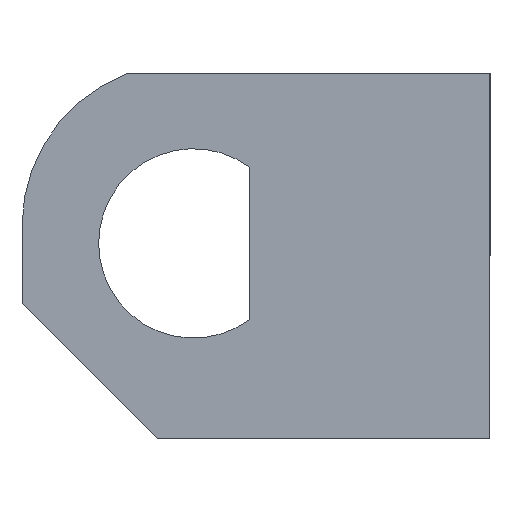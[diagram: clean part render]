
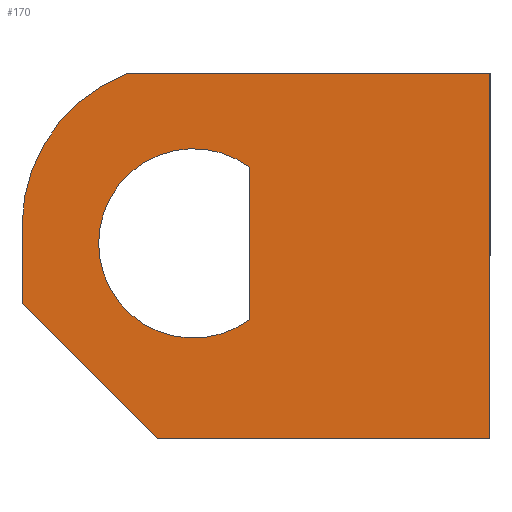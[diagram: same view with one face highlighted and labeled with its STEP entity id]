
A CAD part, left-side view. The second image highlights one B-rep face of the part: STEP entity #170.
In plain terms, the highlighted planar face has unit normal (-1, 0, 0).
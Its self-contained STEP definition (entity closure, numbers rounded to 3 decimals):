
#2 = VECTOR ( 'NONE', #181, 1000. ) ;
#17 = VERTEX_POINT ( 'NONE', #51 ) ;
#28 = FACE_OUTER_BOUND ( 'NONE', #715, .T. ) ;
#36 = CARTESIAN_POINT ( 'NONE',  ( -4.5, 13.26, 0. ) ) ;
#51 = CARTESIAN_POINT ( 'NONE',  ( -4.5, 12.01, -1.687 ) ) ;
#54 = AXIS2_PLACEMENT_3D ( 'NONE', #625, #92, #729 ) ;
#59 = ORIENTED_EDGE ( 'NONE', *, *, #847, .F. ) ;
#67 = VERTEX_POINT ( 'NONE', #888 ) ;
#87 = CARTESIAN_POINT ( 'NONE',  ( -4.5, 17.06, 0.384 ) ) ;
#92 = DIRECTION ( 'NONE',  ( 1., 0., 0. ) ) ;
#100 = EDGE_CURVE ( 'NONE', #496, #17, #777, .T. ) ;
#136 = DIRECTION ( 'NONE',  ( 1., 0., 0. ) ) ;
#139 = DIRECTION ( 'NONE',  ( 0., 0.707, 0.707 ) ) ;
#165 = EDGE_CURVE ( 'NONE', #1149, #67, #686, .T. ) ;
#170 = ADVANCED_FACE ( 'NONE', ( #216, #28 ), #1005, .F. ) ;
#176 = EDGE_LOOP ( 'NONE', ( #562, #248, #1039 ) ) ;
#179 = DIRECTION ( 'NONE',  ( 0., 1., 0. ) ) ;
#181 = DIRECTION ( 'NONE',  ( 0., 0., -1. ) ) ;
#188 = CARTESIAN_POINT ( 'NONE',  ( -4.5, 6.124, -4.33 ) ) ;
#209 = DIRECTION ( 'NONE',  ( 0., 1., 0. ) ) ;
#216 = FACE_BOUND ( 'NONE', #176, .T. ) ;
#221 = VECTOR ( 'NONE', #179, 1000. ) ;
#229 = VERTEX_POINT ( 'NONE', #420 ) ;
#248 = ORIENTED_EDGE ( 'NONE', *, *, #258, .T. ) ;
#251 = LINE ( 'NONE', #188, #643 ) ;
#258 = EDGE_CURVE ( 'NONE', #17, #1138, #286, .T. ) ;
#265 = DIRECTION ( 'NONE',  ( 0., -1., 0. ) ) ;
#282 = EDGE_CURVE ( 'NONE', #848, #1041, #900, .T. ) ;
#283 = CARTESIAN_POINT ( 'NONE',  ( -4.5, 12.01, 1.687 ) ) ;
#286 = CIRCLE ( 'NONE', #718, 2.1 ) ;
#335 = CARTESIAN_POINT ( 'NONE',  ( -4.5, 17.06, -1.33 ) ) ;
#341 = CARTESIAN_POINT ( 'NONE',  ( -4.5, 12.01, 1.687 ) ) ;
#408 = VECTOR ( 'NONE', #1023, 1000. ) ;
#420 = CARTESIAN_POINT ( 'NONE',  ( -4.5, 14.06, -4.33 ) ) ;
#422 = CARTESIAN_POINT ( 'NONE',  ( -4.5, 13.445, 0.384 ) ) ;
#430 = DIRECTION ( 'NONE',  ( 0., 0., 1. ) ) ;
#456 = LINE ( 'NONE', #906, #221 ) ;
#460 = EDGE_CURVE ( 'NONE', #229, #848, #651, .T. ) ;
#461 = ORIENTED_EDGE ( 'NONE', *, *, #460, .F. ) ;
#472 = CARTESIAN_POINT ( 'NONE',  ( -4.5, 17.06, -8.705 ) ) ;
#496 = VERTEX_POINT ( 'NONE', #283 ) ;
#526 = AXIS2_PLACEMENT_3D ( 'NONE', #892, #551, #563 ) ;
#539 = CARTESIAN_POINT ( 'NONE',  ( -4.5, 15.36, 0. ) ) ;
#551 = DIRECTION ( 'NONE',  ( 1., 0., 0. ) ) ;
#562 = ORIENTED_EDGE ( 'NONE', *, *, #100, .T. ) ;
#563 = DIRECTION ( 'NONE',  ( 0., -1., 0. ) ) ;
#564 = ORIENTED_EDGE ( 'NONE', *, *, #165, .T. ) ;
#573 = CARTESIAN_POINT ( 'NONE',  ( -4.5, 17.06, -1.33 ) ) ;
#576 = ORIENTED_EDGE ( 'NONE', *, *, #282, .F. ) ;
#625 = CARTESIAN_POINT ( 'NONE',  ( -4.5, 13.26, 0. ) ) ;
#629 = CIRCLE ( 'NONE', #876, 3.615 ) ;
#632 = DIRECTION ( 'NONE',  ( 0., 1., 0. ) ) ;
#643 = VECTOR ( 'NONE', #632, 1000. ) ;
#651 = LINE ( 'NONE', #573, #1030 ) ;
#686 = LINE ( 'NONE', #1161, #908 ) ;
#715 = EDGE_LOOP ( 'NONE', ( #920, #564, #719, #59, #576, #461 ) ) ;
#718 = AXIS2_PLACEMENT_3D ( 'NONE', #36, #136, #209 ) ;
#719 = ORIENTED_EDGE ( 'NONE', *, *, #1049, .T. ) ;
#729 = DIRECTION ( 'NONE',  ( 0., 1., 0. ) ) ;
#777 = LINE ( 'NONE', #341, #2 ) ;
#824 = CARTESIAN_POINT ( 'NONE',  ( -4.5, 6.68, -4.33 ) ) ;
#847 = EDGE_CURVE ( 'NONE', #1041, #1134, #629, .T. ) ;
#848 = VERTEX_POINT ( 'NONE', #335 ) ;
#876 = AXIS2_PLACEMENT_3D ( 'NONE', #422, #1064, #265 ) ;
#888 = CARTESIAN_POINT ( 'NONE',  ( -4.5, 6.68, 3.77 ) ) ;
#892 = CARTESIAN_POINT ( 'NONE',  ( -4.5, 17.06, -8.705 ) ) ;
#900 = LINE ( 'NONE', #472, #408 ) ;
#906 = CARTESIAN_POINT ( 'NONE',  ( -4.5, 6.124, 3.77 ) ) ;
#908 = VECTOR ( 'NONE', #430, 1000. ) ;
#910 = CARTESIAN_POINT ( 'NONE',  ( -4.5, 14.71, 3.77 ) ) ;
#920 = ORIENTED_EDGE ( 'NONE', *, *, #1157, .F. ) ;
#927 = CIRCLE ( 'NONE', #54, 2.1 ) ;
#1005 = PLANE ( 'NONE',  #526 ) ;
#1023 = DIRECTION ( 'NONE',  ( 0., 0., 1. ) ) ;
#1030 = VECTOR ( 'NONE', #139, 1000. ) ;
#1039 = ORIENTED_EDGE ( 'NONE', *, *, #1089, .T. ) ;
#1041 = VERTEX_POINT ( 'NONE', #87 ) ;
#1049 = EDGE_CURVE ( 'NONE', #67, #1134, #456, .T. ) ;
#1064 = DIRECTION ( 'NONE',  ( 1., 0., 0. ) ) ;
#1089 = EDGE_CURVE ( 'NONE', #1138, #496, #927, .T. ) ;
#1134 = VERTEX_POINT ( 'NONE', #910 ) ;
#1138 = VERTEX_POINT ( 'NONE', #539 ) ;
#1149 = VERTEX_POINT ( 'NONE', #824 ) ;
#1157 = EDGE_CURVE ( 'NONE', #1149, #229, #251, .T. ) ;
#1161 = CARTESIAN_POINT ( 'NONE',  ( -4.5, 6.68, -4.33 ) ) ;
